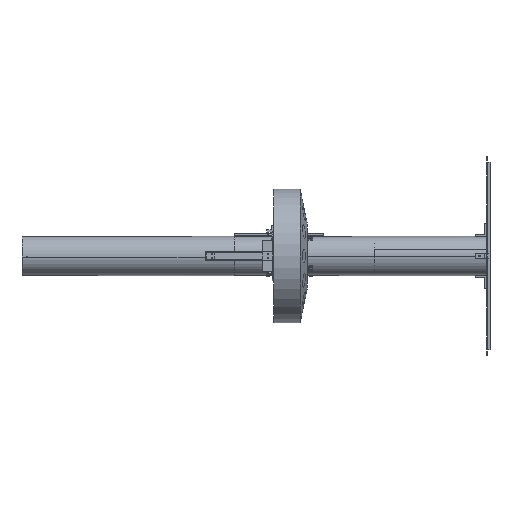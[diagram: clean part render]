
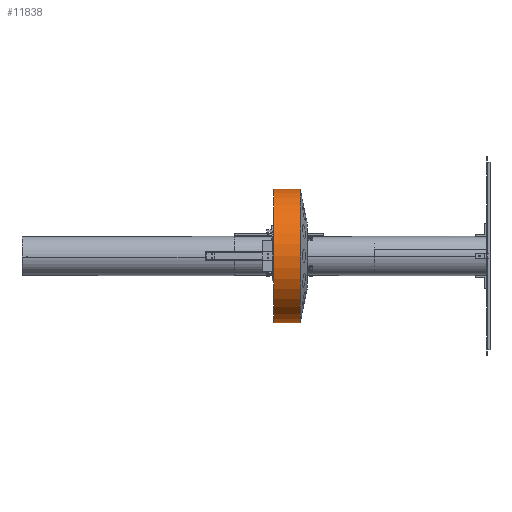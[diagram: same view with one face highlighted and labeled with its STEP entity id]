
A CAD part, left-side view. The second image highlights one B-rep face of the part: STEP entity #11838.
In plain terms, the highlighted cylindrical face has radius 303.03 mm (diameter 606.059 mm), a partial arc.
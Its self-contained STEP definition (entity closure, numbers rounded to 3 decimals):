
#18 = DIRECTION ( 'NONE',  ( 0., 1., 0. ) ) ;
#304 = EDGE_CURVE ( 'NONE', #22716, #6145, #5585, .T. ) ;
#1987 = LINE ( 'NONE', #14068, #23793 ) ;
#2041 = ORIENTED_EDGE ( 'NONE', *, *, #27369, .T. ) ;
#3224 = CARTESIAN_POINT ( 'NONE',  ( 0., 2678.338, 0. ) ) ;
#3513 = AXIS2_PLACEMENT_3D ( 'NONE', #10144, #3845, #25401 ) ;
#3845 = DIRECTION ( 'NONE',  ( 0., 1., 0. ) ) ;
#5585 = LINE ( 'NONE', #22189, #22806 ) ;
#5873 = CARTESIAN_POINT ( 'NONE',  ( 0., 2678.338, 303.03 ) ) ;
#6145 = VERTEX_POINT ( 'NONE', #10057 ) ;
#10057 = CARTESIAN_POINT ( 'NONE',  ( 0., 2678.338, -303.03 ) ) ;
#10144 = CARTESIAN_POINT ( 'NONE',  ( 0., 2557.129, 0. ) ) ;
#10252 = ORIENTED_EDGE ( 'NONE', *, *, #304, .T. ) ;
#10730 = ORIENTED_EDGE ( 'NONE', *, *, #21900, .F. ) ;
#10852 = CIRCLE ( 'NONE', #3513, 303.03 ) ;
#10957 = CARTESIAN_POINT ( 'NONE',  ( 0., 2557.129, -303.03 ) ) ;
#11172 = VERTEX_POINT ( 'NONE', #5873 ) ;
#11838 = ADVANCED_FACE ( 'NONE', ( #12949 ), #16247, .T. ) ;
#12949 = FACE_OUTER_BOUND ( 'NONE', #14233, .T. ) ;
#13810 = AXIS2_PLACEMENT_3D ( 'NONE', #3224, #26629, #22263 ) ;
#14068 = CARTESIAN_POINT ( 'NONE',  ( 0., 2520.788, 303.03 ) ) ;
#14233 = EDGE_LOOP ( 'NONE', ( #2041, #10252, #22761, #10730 ) ) ;
#15843 = DIRECTION ( 'NONE',  ( 0., 1., 0. ) ) ;
#16247 = CYLINDRICAL_SURFACE ( 'NONE', #22154, 303.03 ) ;
#17476 = CIRCLE ( 'NONE', #13810, 303.03 ) ;
#19169 = DIRECTION ( 'NONE',  ( 0., 0., 1. ) ) ;
#21900 = EDGE_CURVE ( 'NONE', #25345, #11172, #1987, .T. ) ;
#22031 = CARTESIAN_POINT ( 'NONE',  ( 0., 2557.129, 303.03 ) ) ;
#22154 = AXIS2_PLACEMENT_3D ( 'NONE', #27128, #18, #19169 ) ;
#22189 = CARTESIAN_POINT ( 'NONE',  ( 0., 2520.788, -303.03 ) ) ;
#22263 = DIRECTION ( 'NONE',  ( 0., 0., 1. ) ) ;
#22716 = VERTEX_POINT ( 'NONE', #10957 ) ;
#22761 = ORIENTED_EDGE ( 'NONE', *, *, #27204, .F. ) ;
#22806 = VECTOR ( 'NONE', #15843, 1000. ) ;
#23793 = VECTOR ( 'NONE', #24788, 1000. ) ;
#24788 = DIRECTION ( 'NONE',  ( 0., 1., 0. ) ) ;
#25345 = VERTEX_POINT ( 'NONE', #22031 ) ;
#25401 = DIRECTION ( 'NONE',  ( 0., 0., 1. ) ) ;
#26629 = DIRECTION ( 'NONE',  ( 0., 1., 0. ) ) ;
#27128 = CARTESIAN_POINT ( 'NONE',  ( 0., 2520.788, 0. ) ) ;
#27204 = EDGE_CURVE ( 'NONE', #11172, #6145, #17476, .T. ) ;
#27369 = EDGE_CURVE ( 'NONE', #25345, #22716, #10852, .T. ) ;
